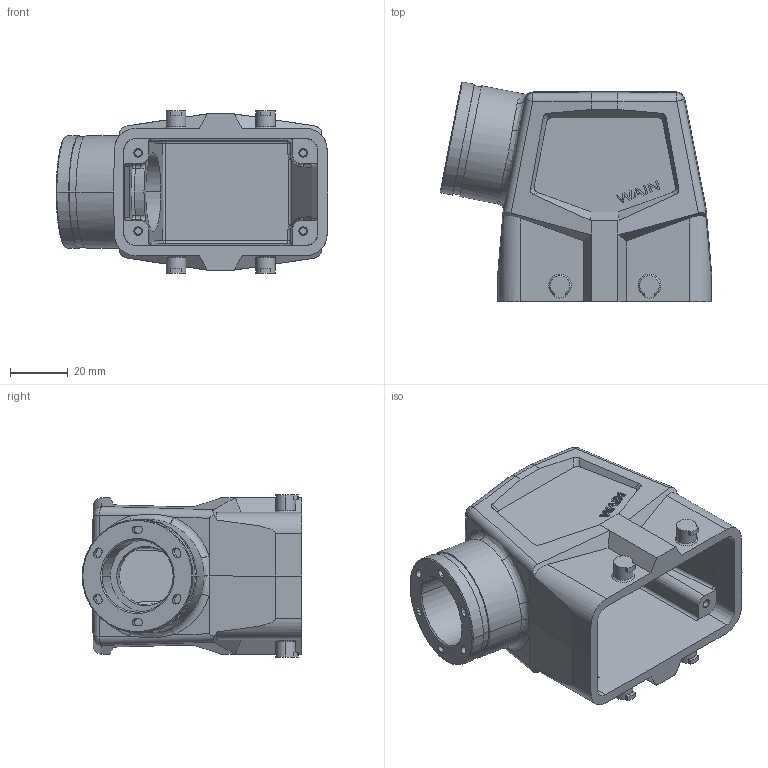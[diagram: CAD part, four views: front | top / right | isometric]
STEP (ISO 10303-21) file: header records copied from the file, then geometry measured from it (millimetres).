
FILE_DESCRIPTION((''),'2;1');
FILE_NAME('H10B_P-SEH-4B-M25__AS_SW0001','2023-12-28T',('yp.zhu'),(''),'PRO/ENGINEER BY PARAMETRIC TECHNOLOGY CORPORATION, 2012480','PRO/ENGINEER BY PARAMETRIC TECHNOLOGY CORPORATION, 2012480','');
FILE_SCHEMA(('CONFIG_CONTROL_DESIGN'));
Length unit declared in the file: inch
Products named in the file (1): H10B_P-SEH-4B-M25__AS_SW0001
Bounding box: 93.83 x 75.92 x 56 mm (x, y, z)
Volume: 95315.8 mm3; surface area: 42091.3 mm2
Topology: 1 solids, 1 shells, 485 faces, 1379 edges, 891 vertices
Faces by surface type: plane 199, cylinder 148, bspline 68, cone 39, extrusion 20, sphere 8, torus 3
Entity records: 25484 total; most frequent: CARTESIAN_POINT 13578, ORIENTED_EDGE 2714, DIRECTION 2084, EDGE_CURVE 1357, VERTEX_POINT 890, VECTOR 708, AXIS2_PLACEMENT_3D 688, LINE 688
